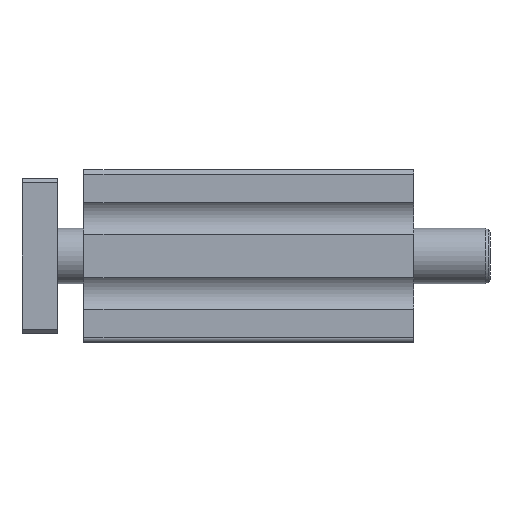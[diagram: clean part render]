
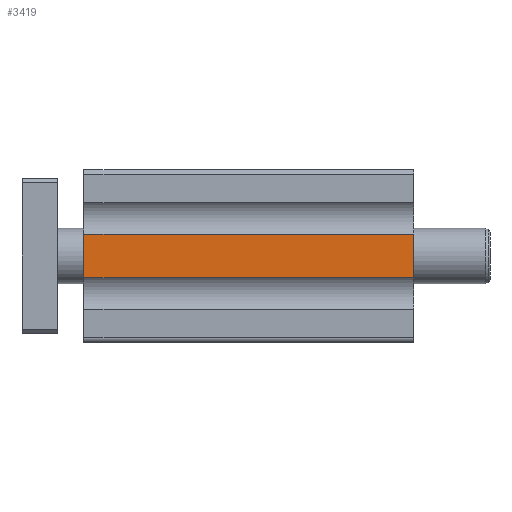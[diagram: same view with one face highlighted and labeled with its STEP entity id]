
A CAD part, front view. The second image highlights one B-rep face of the part: STEP entity #3419.
In plain terms, the highlighted planar face has unit normal (0, -1, 0).
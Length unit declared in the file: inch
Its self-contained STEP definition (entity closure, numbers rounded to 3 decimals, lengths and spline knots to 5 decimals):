
#210 = CARTESIAN_POINT ( 'NONE',  ( 5.86614, -3.18898, -0.38815 ) ) ;
#1514 = VERTEX_POINT ( 'NONE', #210 ) ;
#1780 = DIRECTION ( 'NONE',  ( 1., 0., 0. ) ) ;
#2191 = VECTOR ( 'NONE', #11449, 39.37008 ) ;
#3419 = ADVANCED_FACE ( 'NONE', ( #6312 ), #12689, .F. ) ;
#3448 = VERTEX_POINT ( 'NONE', #11820 ) ;
#3593 = ORIENTED_EDGE ( 'NONE', *, *, #12756, .T. ) ;
#3682 = ORIENTED_EDGE ( 'NONE', *, *, #3867, .F. ) ;
#3867 = EDGE_CURVE ( 'NONE', #1514, #9796, #9435, .T. ) ;
#4694 = VECTOR ( 'NONE', #9258, 39.37008 ) ;
#5048 = CARTESIAN_POINT ( 'NONE',  ( 5.86614, -3.18898, 0.38815 ) ) ;
#5871 = VERTEX_POINT ( 'NONE', #6336 ) ;
#6022 = CARTESIAN_POINT ( 'NONE',  ( 5.86614, -3.18898, -0.38815 ) ) ;
#6253 = DIRECTION ( 'NONE',  ( 0., 0., -1. ) ) ;
#6312 = FACE_OUTER_BOUND ( 'NONE', #12133, .T. ) ;
#6336 = CARTESIAN_POINT ( 'NONE',  ( 5.86614, -3.18898, 0.38815 ) ) ;
#6399 = CARTESIAN_POINT ( 'NONE',  ( 5.86614, -3.18898, 0.38815 ) ) ;
#6950 = DIRECTION ( 'NONE',  ( 0., 0., -1. ) ) ;
#7029 = CARTESIAN_POINT ( 'NONE',  ( 0., -3.18898, 0.38815 ) ) ;
#7040 = CARTESIAN_POINT ( 'NONE',  ( 5.86614, -3.18898, 0.38815 ) ) ;
#7169 = EDGE_CURVE ( 'NONE', #5871, #1514, #13964, .T. ) ;
#9258 = DIRECTION ( 'NONE',  ( -1., 0., 0. ) ) ;
#9435 = LINE ( 'NONE', #6022, #2191 ) ;
#9527 = DIRECTION ( 'NONE',  ( 0., 1., 0. ) ) ;
#9796 = VERTEX_POINT ( 'NONE', #13422 ) ;
#10184 = LINE ( 'NONE', #7040, #4694 ) ;
#11011 = AXIS2_PLACEMENT_3D ( 'NONE', #5048, #9527, #1780 ) ;
#11220 = ORIENTED_EDGE ( 'NONE', *, *, #7169, .F. ) ;
#11449 = DIRECTION ( 'NONE',  ( -1., 0., 0. ) ) ;
#11513 = VECTOR ( 'NONE', #6253, 39.37008 ) ;
#11820 = CARTESIAN_POINT ( 'NONE',  ( 0., -3.18898, 0.38815 ) ) ;
#12133 = EDGE_LOOP ( 'NONE', ( #12321, #3682, #11220, #3593 ) ) ;
#12321 = ORIENTED_EDGE ( 'NONE', *, *, #13184, .T. ) ;
#12394 = LINE ( 'NONE', #7029, #12557 ) ;
#12557 = VECTOR ( 'NONE', #6950, 39.37008 ) ;
#12689 = PLANE ( 'NONE',  #11011 ) ;
#12756 = EDGE_CURVE ( 'NONE', #5871, #3448, #10184, .T. ) ;
#13184 = EDGE_CURVE ( 'NONE', #3448, #9796, #12394, .T. ) ;
#13422 = CARTESIAN_POINT ( 'NONE',  ( 0., -3.18898, -0.38815 ) ) ;
#13964 = LINE ( 'NONE', #6399, #11513 ) ;
